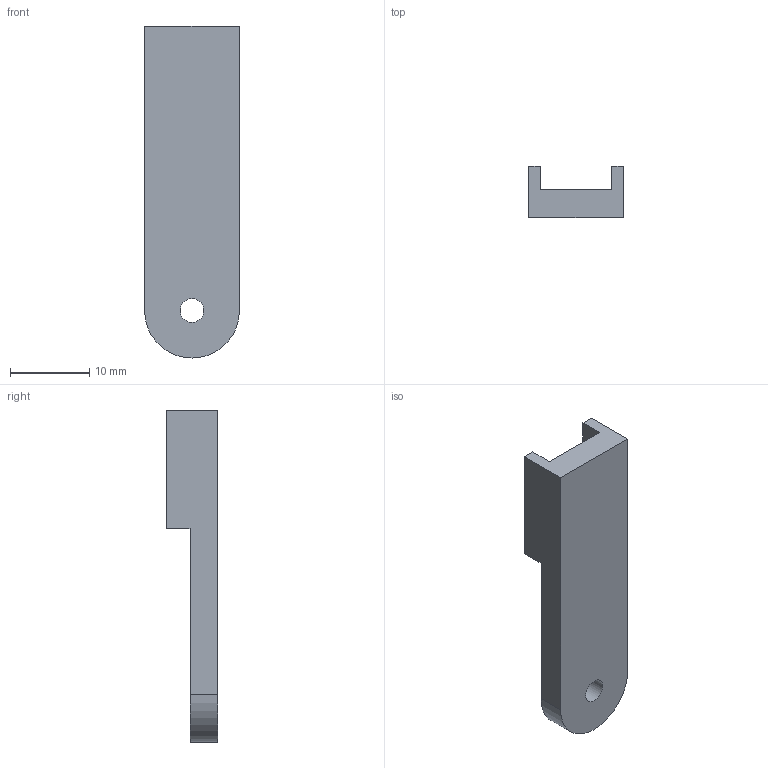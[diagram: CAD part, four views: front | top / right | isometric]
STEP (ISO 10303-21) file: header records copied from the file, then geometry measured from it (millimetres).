
FILE_DESCRIPTION(/* description */ (''),/* implementation_level */ '2;1');
FILE_NAME(/* name */ 'servo arm 1 v0.step',/* time_stamp */ '2020-10-03T17:46:21+02:00',/* author */ (''),/* organization */ (''),/* preprocessor_version */ 'ST-DEVELOPER v18.1',/* originating_system */ 'Autodesk Translation Framework v9.3.0.1241',/* authorisation */ '');
FILE_SCHEMA (('AUTOMOTIVE_DESIGN { 1 0 10303 214 3 1 1 }'));
Length unit declared in the file: millimetre
Products named in the file (1): servo arm 1
Bounding box: 12 x 6.5 x 42 mm (x, y, z)
Volume: 1820.2 mm3; surface area: 1553.9 mm2
Topology: 1 solids, 1 shells, 13 faces, 33 edges, 22 vertices
Faces by surface type: plane 11, cylinder 2
Full cylindrical faces by diameter (mm): 3 x1
Entity records: 428 total; most frequent: CARTESIAN_POINT 69, ORIENTED_EDGE 66, DIRECTION 65, EDGE_CURVE 33, LINE 29, VECTOR 29, VERTEX_POINT 22, AXIS2_PLACEMENT_3D 18
